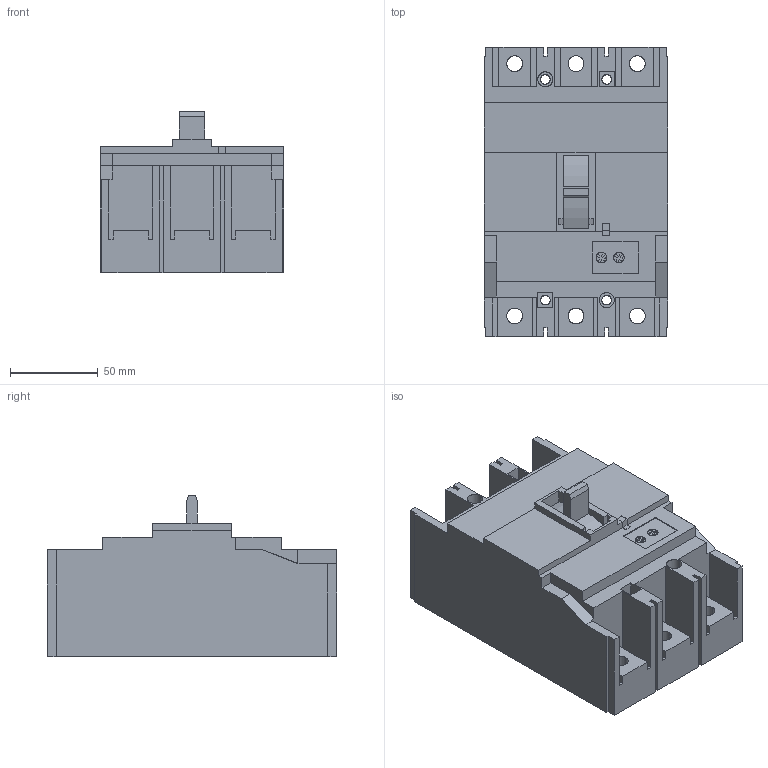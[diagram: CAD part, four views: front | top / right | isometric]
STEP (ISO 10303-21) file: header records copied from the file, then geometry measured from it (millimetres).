
FILE_DESCRIPTION(('FreeCAD Model'),'2;1');
FILE_NAME('S250 3P FC.step', '2019-08-19T15:09:46',('Author'),(''), 'Open CASCADE STEP processor 7.2','FreeCAD','Unknown');
FILE_SCHEMA(('AUTOMOTIVE_DESIGN { 1 0 10303 214 1 1 1 1 }'));
Length unit declared in the file: millimetre
Products named in the file (2): S250_3P_FC001; S250_3P_FC
Bounding box: 105 x 165 x 92 mm (x, y, z)
Surface area: 114555 mm2 (no closed solid volume)
Topology: 0 solids, 241 shells, 241 faces, 2598 edges, 2598 vertices
Faces by surface type: bspline 193, revolution 48
Entity records: 42660 total; most frequent: CARTESIAN_POINT 15365, B_SPLINE_CURVE_WITH_KNOTS 3966, ORIENTED_EDGE 2598, EDGE_CURVE 2598, VERTEX_POINT 2598, SURFACE_CURVE 2598, PCURVE 2598, DEFINITIONAL_REPRESENTATION 2598
